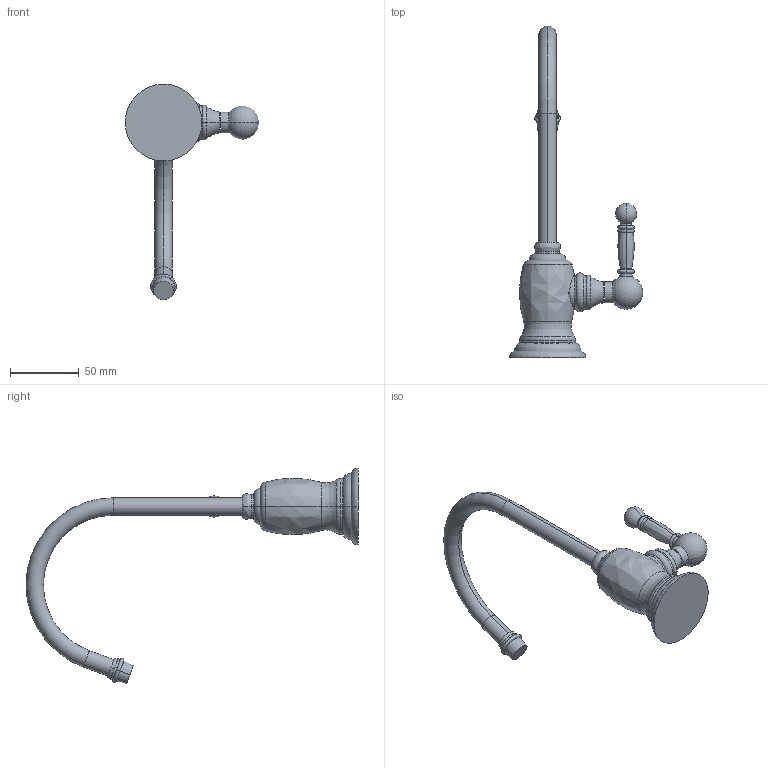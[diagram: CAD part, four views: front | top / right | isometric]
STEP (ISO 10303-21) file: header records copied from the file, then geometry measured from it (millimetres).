
FILE_DESCRIPTION((''),'2;1');
FILE_NAME('107H','2021-04-21T12:09:59',('jinson.thomas'),(''),'CREO PARAMETRIC BY PTC INC, 2018400','CREO PARAMETRIC BY PTC INC, 2018400','');
FILE_SCHEMA(('CONFIG_CONTROL_DESIGN'));
Length unit declared in the file: inch
Products named in the file (1): 107H
Bounding box: 97.23 x 241.6 x 157.02 mm (x, y, z)
Volume: 154846.8 mm3; surface area: 31783.6 mm2
Topology: 1 solids, 1 shells, 88 faces, 184 edges, 104 vertices
Faces by surface type: torus 38, cylinder 22, plane 12, bspline 6, cone 6, sphere 4
Entity records: 2520 total; most frequent: CARTESIAN_POINT 532, DIRECTION 490, ORIENTED_EDGE 360, AXIS2_PLACEMENT_3D 230, EDGE_CURVE 180, CIRCLE 148, VERTEX_POINT 104, EDGE_LOOP 98
